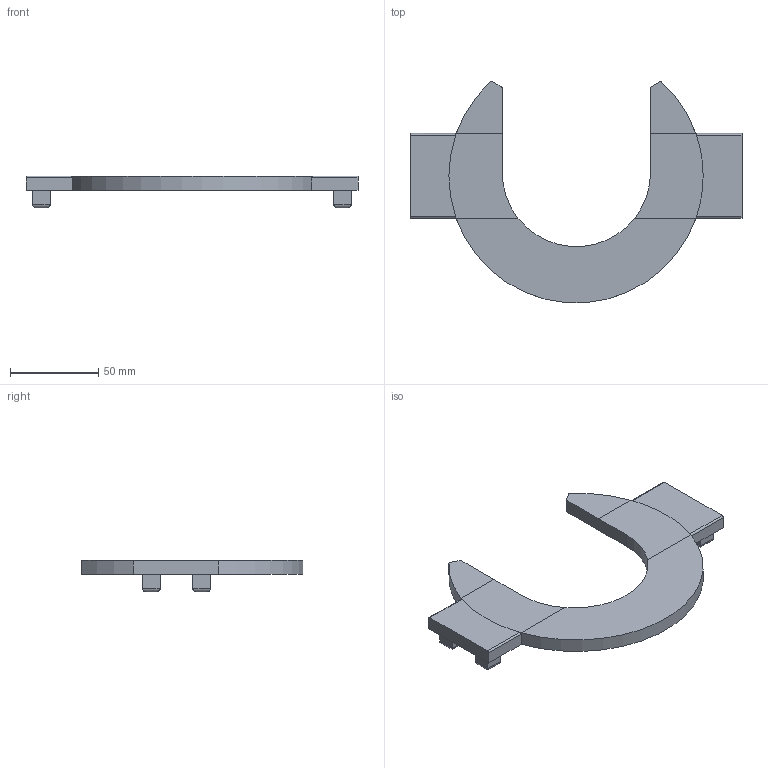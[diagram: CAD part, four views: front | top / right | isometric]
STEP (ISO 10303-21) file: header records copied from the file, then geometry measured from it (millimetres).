
FILE_DESCRIPTION(('FreeCAD Model'),'2;1');
FILE_NAME('Open CASCADE Shape Model','2024-06-01T14:57:00',('Author'),( ''),'Open CASCADE STEP processor 7.6','FreeCAD','Unknown');
FILE_SCHEMA(('AUTOMOTIVE_DESIGN { 1 0 10303 214 1 1 1 1 }'));
Length unit declared in the file: millimetre
Products named in the file (1): c-smoothed
Bounding box: 188 x 125.24 x 17.98 mm (x, y, z)
Volume: 85295.2 mm3; surface area: 27300.9 mm2
Topology: 1 solids, 1 shells, 76 faces, 180 edges, 110 vertices
Faces by surface type: plane 44, cylinder 26, bspline 6
Entity records: 2294 total; most frequent: CARTESIAN_POINT 551, ORIENTED_EDGE 360, DIRECTION 352, EDGE_CURVE 180, AXIS2_PLACEMENT_3D 119, LINE 114, VECTOR 114, VERTEX_POINT 110
